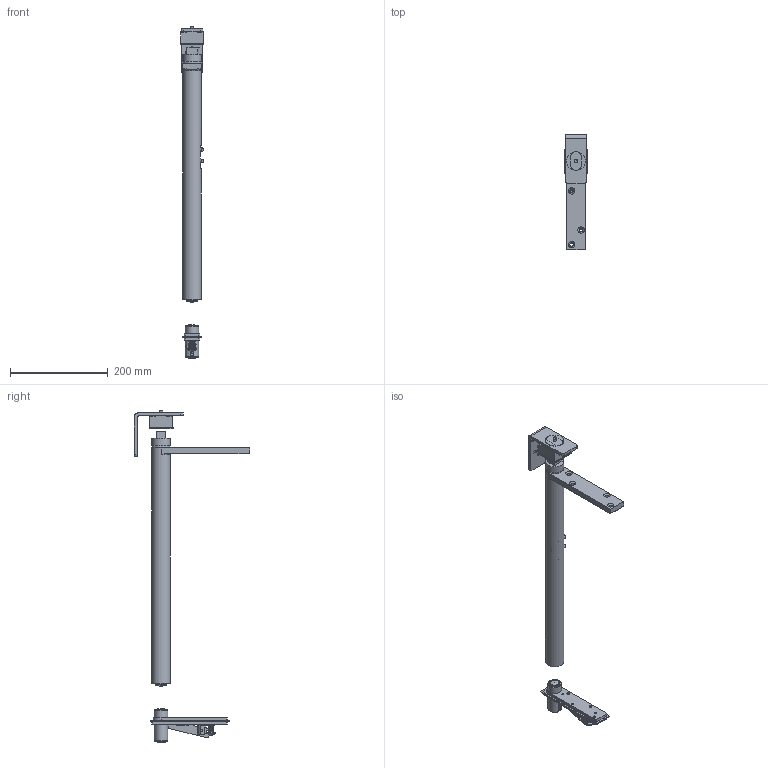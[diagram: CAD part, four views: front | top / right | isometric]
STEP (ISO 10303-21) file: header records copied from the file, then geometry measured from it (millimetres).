
FILE_DESCRIPTION(/* description */ (''),/* implementation_level */ '2;1');
FILE_NAME(/* name */ '25322DT.stp',/* time_stamp */ '2019-08-08T11:34:15+02:00',/* author */ ('Marc'),/* organization */ (''),/* preprocessor_version */ 'ST-DEVELOPER v17.2',/* originating_system */ 'Autodesk Inventor 2019',/* authorisation */ '');
FILE_SCHEMA (('AUTOMOTIVE_DESIGN { 1 0 10303 214 3 1 1 }'));
Length unit declared in the file: millimetre
Products named in the file (20): 25318D; 25318D-1; 25318D-1_1; 25318D-5; 25318D-7; 25318D-6; 25318D-2; 25318D-4; 25318D-3; vis TF 4x6; 25318D-8; 25318D-17; 25318D-15; 25318D-2_1; 25318D-10; 25318D-11; 25318D-9; 25318D-12; 25318D-13; Vis_FZ_M3x5_ISO7046-1
Assembly tree (21 placements, depth 3):
  25318D
    25318D-1
    25318D-1_1
      25318D-5
      25318D-7
      25318D-6
      25318D-2
      25318D-4
      25318D-3
      vis TF 4x6  x2
      25318D-8
    25318D-17
    25318D-15
    25318D-2_1
      25318D-10
      25318D-11
      25318D-9
      25318D-12
      25318D-13
      Vis_FZ_M3x5_ISO7046-1  x2
Bounding box: 49 x 235.5 x 679.5 mm (x, y, z)
Volume: 445797 mm3; surface area: 225604.8 mm2
Topology: 20 solids, 20 shells, 878 faces, 2333 edges, 1537 vertices
Faces by surface type: plane 407, cylinder 261, bspline 89, cone 71, torus 45, sphere 5
Full cylindrical faces by diameter (mm): 1 x2, 2.459 x2, 2.63 x2, 3 x3, 3.242 x4, 3.6 x2, 4 x14, 4.134 x2, 4.2 x1, 5 x2, 5.2 x1, 5.5 x10, 6 x4, 6.5 x1, 7 x8, 7.5 x1, 7.601 x2, 8 x4, 8.376 x1, 10 x13, 11.5 x1, 13.5 x1, 14 x1, 15 x2, 16 x1, 18 x2, 19.5 x1, 26 x2, 28 x1, 33 x1
Entity records: 30395 total; most frequent: CARTESIAN_POINT 9834, ORIENTED_EDGE 4246, DIRECTION 3924, EDGE_CURVE 2123, VERTEX_POINT 1403, AXIS2_PLACEMENT_3D 1403, LINE 1118, VECTOR 1118
